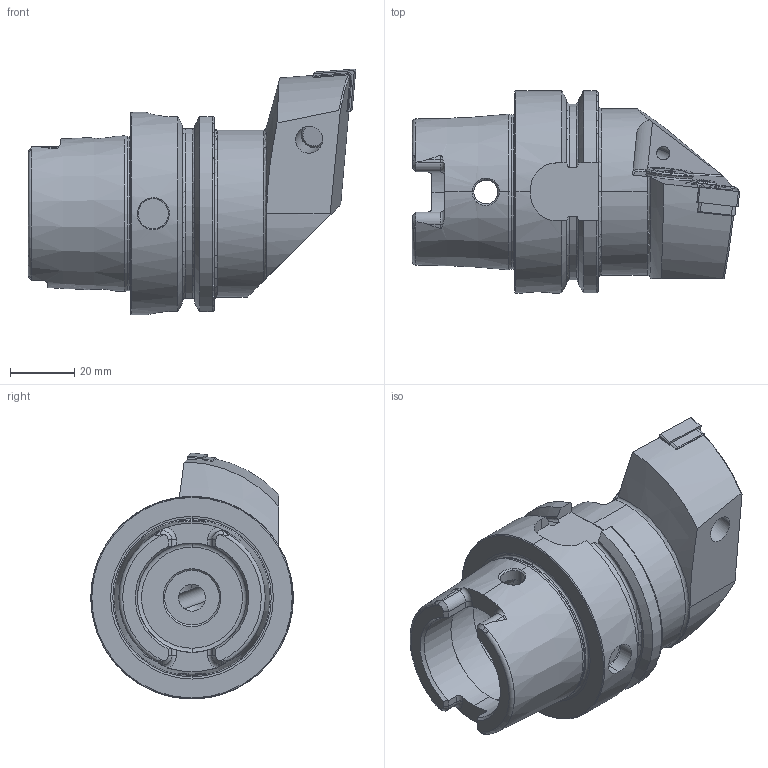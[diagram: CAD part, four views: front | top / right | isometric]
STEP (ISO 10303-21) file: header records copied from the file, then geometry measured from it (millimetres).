
FILE_DESCRIPTION (( 'STEP AP214' ), '1' );
FILE_NAME ('HA6.PCD.LLA.070-HP.STEP', '2020-09-17T06:36:12', ( '' ), ( '' ), 'SwSTEP 2.0', 'SolidWorks 2017', '' );
FILE_SCHEMA (( 'AUTOMOTIVE_DESIGN' ));
Length unit declared in the file: millimetre
Products named in the file (13): HA6-PCD.LLA.070-HP_B; ISO 8752 2x8; CHP-ER1.015.006; WCD; WCD-ER4.101.017_A; WCD-ER3.101.000_A; DIN 3771 - 13x1; DIN 7991 - M5x15; CHP-ER1.008.014_A; CNMG120404; CHP-ER1.015.006_A; HA6.PCD.LLA.070-HP; WCD-ER2.101.003_A
Assembly tree (12 placements, depth 3):
  HA6.PCD.LLA.070-HP
    HA6-PCD.LLA.070-HP_B
    WCD-ER2.101.003_A
    CNMG120404
    WCD
      WCD-ER4.101.017_A
      WCD-ER3.101.000_A
    ISO 8752 2x8
    CHP-ER1.008.014_A
    CHP-ER1.015.006
      CHP-ER1.015.006_A
      DIN 3771 - 13x1
      DIN 7991 - M5x15
Bounding box: 101.9 x 63 x 76.5 mm (x, y, z)
Volume: 149415.2 mm3; surface area: 35401.2 mm2
Topology: 10 solids, 10 shells, 473 faces, 1175 edges, 711 vertices
Faces by surface type: plane 156, cylinder 130, cone 118, torus 52, bspline 17
Entity records: 16854 total; most frequent: CARTESIAN_POINT 4775, ORIENTED_EDGE 2314, DIRECTION 2256, EDGE_CURVE 1157, AXIS2_PLACEMENT_3D 884, VERTEX_POINT 711, EDGE_LOOP 502, LINE 488
